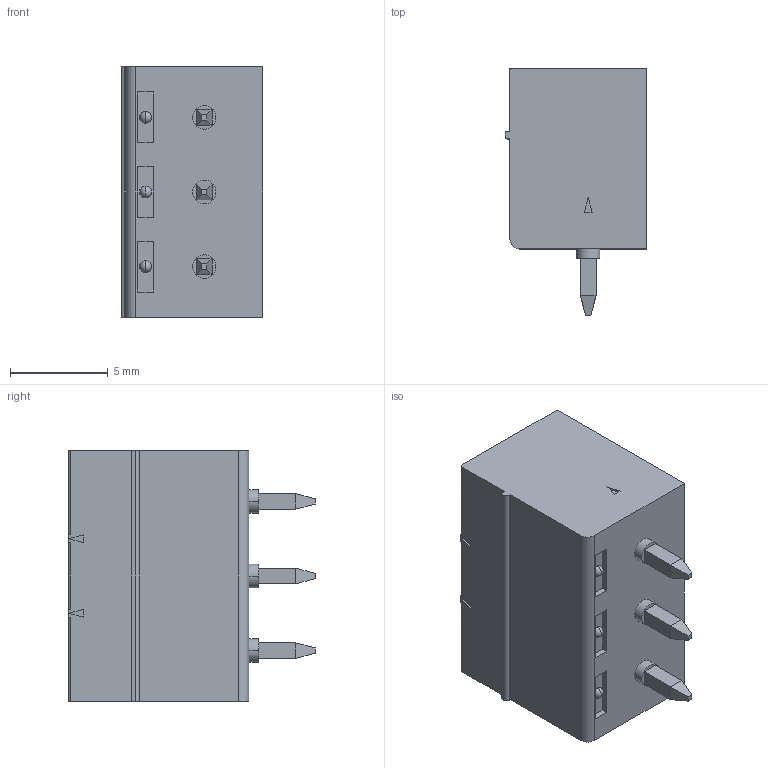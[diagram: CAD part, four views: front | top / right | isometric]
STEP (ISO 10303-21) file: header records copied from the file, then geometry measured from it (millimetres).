
FILE_DESCRIPTION(('SolidDesigner STEP Export'),'1');
FILE_NAME('mcv_1.5-3-g-3.81.stp','2000-12-01T10:30:21',(''),(''), 'SolidDesigner STEP processor Version: 7.0(Mar 1999)for AP214(CD)(Solid Model)', 'CoCreate SolidDesigner: 08.01 19-Jun-2000(C) CoCreate Software GmbH','');
FILE_SCHEMA(('AUTOMOTIVE_DESIGN_CC2 {1 2 10303 214 -1 1 5 1}'));
Length unit declared in the file: millimetre
Products named in the file (2): mcv_1.5-3-g-3.81
Assembly tree (1 placements, depth 2):
  mcv_1.5-3-g-3.81
    mcv_1.5-3-g-3.81
Bounding box: 7.25 x 12.6 x 12.82 mm (x, y, z)
Volume: 503.8 mm3; surface area: 1101.7 mm2
Topology: 1 solids, 1 shells, 256 faces, 650 edges, 417 vertices
Faces by surface type: plane 192, cylinder 52, sphere 6, cone 6
Entity records: 9383 total; most frequent: CARTESIAN_POINT 1318, ORIENTED_EDGE 1288, DIRECTION 1153, EDGE_CURVE 644, VECTOR 493, LINE 493, VERTEX_POINT 417, AXIS2_PLACEMENT_3D 330
